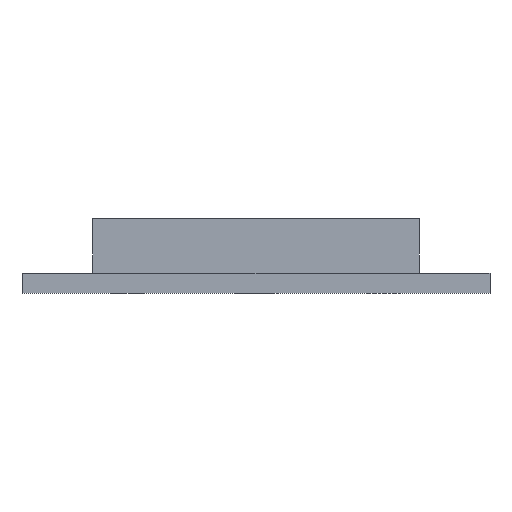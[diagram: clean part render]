
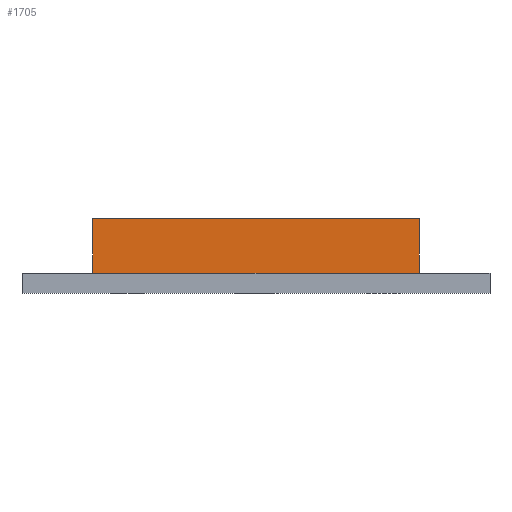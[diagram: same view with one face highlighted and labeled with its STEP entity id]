
A CAD part, front view. The second image highlights one B-rep face of the part: STEP entity #1705.
In plain terms, the highlighted planar face has unit normal (0, -1, 0).
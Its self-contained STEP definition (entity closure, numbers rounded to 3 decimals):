
#159 = PLANE('',#160);
#160 = AXIS2_PLACEMENT_3D('',#161,#162,#163);
#161 = CARTESIAN_POINT('',(21.5,-60.,0.));
#162 = DIRECTION('',(0.,-1.,0.));
#163 = DIRECTION('',(-1.,0.,0.));
#583 = VERTEX_POINT('',#584);
#584 = CARTESIAN_POINT('',(15.,-60.,1.85));
#621 = PLANE('',#622);
#622 = AXIS2_PLACEMENT_3D('',#623,#624,#625);
#623 = CARTESIAN_POINT('',(15.,-60.,1.85));
#624 = DIRECTION('',(-1.,0.,0.));
#625 = DIRECTION('',(0.,1.,0.));
#662 = VERTEX_POINT('',#663);
#663 = CARTESIAN_POINT('',(-15.,-60.,1.85));
#677 = PLANE('',#678);
#678 = AXIS2_PLACEMENT_3D('',#679,#680,#681);
#679 = CARTESIAN_POINT('',(-15.,-56.,1.85));
#680 = DIRECTION('',(1.,0.,0.));
#681 = DIRECTION('',(0.,-1.,0.));
#975 = EDGE_CURVE('',#662,#583,#976,.T.);
#976 = SURFACE_CURVE('',#977,(#981,#988),.PCURVE_S1.);
#977 = LINE('',#978,#979);
#978 = CARTESIAN_POINT('',(-15.,-60.,1.85));
#979 = VECTOR('',#980,1.);
#980 = DIRECTION('',(1.,0.,0.));
#981 = PCURVE('',#159,#982);
#982 = DEFINITIONAL_REPRESENTATION('',(#983),#987);
#983 = LINE('',#984,#985);
#984 = CARTESIAN_POINT('',(36.5,-1.85));
#985 = VECTOR('',#986,1.);
#986 = DIRECTION('',(-1.,-0.));
#987 = ( GEOMETRIC_REPRESENTATION_CONTEXT(2) 
PARAMETRIC_REPRESENTATION_CONTEXT() REPRESENTATION_CONTEXT('2D SPACE',''
  ) );
#988 = PCURVE('',#989,#994);
#989 = PLANE('',#990);
#990 = AXIS2_PLACEMENT_3D('',#991,#992,#993);
#991 = CARTESIAN_POINT('',(-15.,-60.,1.85));
#992 = DIRECTION('',(0.,1.,0.));
#993 = DIRECTION('',(1.,0.,0.));
#994 = DEFINITIONAL_REPRESENTATION('',(#995),#999);
#995 = LINE('',#996,#997);
#996 = CARTESIAN_POINT('',(0.,0.));
#997 = VECTOR('',#998,1.);
#998 = DIRECTION('',(1.,0.));
#999 = ( GEOMETRIC_REPRESENTATION_CONTEXT(2) 
PARAMETRIC_REPRESENTATION_CONTEXT() REPRESENTATION_CONTEXT('2D SPACE',''
  ) );
#1359 = VERTEX_POINT('',#1360);
#1360 = CARTESIAN_POINT('',(-15.,-60.,6.85));
#1374 = PLANE('',#1375);
#1375 = AXIS2_PLACEMENT_3D('',#1376,#1377,#1378);
#1376 = CARTESIAN_POINT('',(0.,-58.,6.85));
#1377 = DIRECTION('',(0.,0.,1.));
#1378 = DIRECTION('',(1.,0.,0.));
#1386 = EDGE_CURVE('',#662,#1359,#1387,.T.);
#1387 = SURFACE_CURVE('',#1388,(#1392,#1399),.PCURVE_S1.);
#1388 = LINE('',#1389,#1390);
#1389 = CARTESIAN_POINT('',(-15.,-60.,1.85));
#1390 = VECTOR('',#1391,1.);
#1391 = DIRECTION('',(0.,0.,1.));
#1392 = PCURVE('',#677,#1393);
#1393 = DEFINITIONAL_REPRESENTATION('',(#1394),#1398);
#1394 = LINE('',#1395,#1396);
#1395 = CARTESIAN_POINT('',(4.,0.));
#1396 = VECTOR('',#1397,1.);
#1397 = DIRECTION('',(0.,-1.));
#1398 = ( GEOMETRIC_REPRESENTATION_CONTEXT(2) 
PARAMETRIC_REPRESENTATION_CONTEXT() REPRESENTATION_CONTEXT('2D SPACE',''
  ) );
#1399 = PCURVE('',#989,#1400);
#1400 = DEFINITIONAL_REPRESENTATION('',(#1401),#1405);
#1401 = LINE('',#1402,#1403);
#1402 = CARTESIAN_POINT('',(0.,0.));
#1403 = VECTOR('',#1404,1.);
#1404 = DIRECTION('',(0.,-1.));
#1405 = ( GEOMETRIC_REPRESENTATION_CONTEXT(2) 
PARAMETRIC_REPRESENTATION_CONTEXT() REPRESENTATION_CONTEXT('2D SPACE',''
  ) );
#1460 = EDGE_CURVE('',#583,#1461,#1463,.T.);
#1461 = VERTEX_POINT('',#1462);
#1462 = CARTESIAN_POINT('',(15.,-60.,6.85));
#1463 = SURFACE_CURVE('',#1464,(#1468,#1475),.PCURVE_S1.);
#1464 = LINE('',#1465,#1466);
#1465 = CARTESIAN_POINT('',(15.,-60.,1.85));
#1466 = VECTOR('',#1467,1.);
#1467 = DIRECTION('',(0.,0.,1.));
#1468 = PCURVE('',#621,#1469);
#1469 = DEFINITIONAL_REPRESENTATION('',(#1470),#1474);
#1470 = LINE('',#1471,#1472);
#1471 = CARTESIAN_POINT('',(0.,0.));
#1472 = VECTOR('',#1473,1.);
#1473 = DIRECTION('',(0.,-1.));
#1474 = ( GEOMETRIC_REPRESENTATION_CONTEXT(2) 
PARAMETRIC_REPRESENTATION_CONTEXT() REPRESENTATION_CONTEXT('2D SPACE',''
  ) );
#1475 = PCURVE('',#989,#1476);
#1476 = DEFINITIONAL_REPRESENTATION('',(#1477),#1481);
#1477 = LINE('',#1478,#1479);
#1478 = CARTESIAN_POINT('',(30.,0.));
#1479 = VECTOR('',#1480,1.);
#1480 = DIRECTION('',(0.,-1.));
#1481 = ( GEOMETRIC_REPRESENTATION_CONTEXT(2) 
PARAMETRIC_REPRESENTATION_CONTEXT() REPRESENTATION_CONTEXT('2D SPACE',''
  ) );
#1705 = ADVANCED_FACE('',(#1706),#989,.F.);
#1706 = FACE_BOUND('',#1707,.F.);
#1707 = EDGE_LOOP('',(#1708,#1709,#1730,#1731));
#1708 = ORIENTED_EDGE('',*,*,#1386,.T.);
#1709 = ORIENTED_EDGE('',*,*,#1710,.T.);
#1710 = EDGE_CURVE('',#1359,#1461,#1711,.T.);
#1711 = SURFACE_CURVE('',#1712,(#1716,#1723),.PCURVE_S1.);
#1712 = LINE('',#1713,#1714);
#1713 = CARTESIAN_POINT('',(-15.,-60.,6.85));
#1714 = VECTOR('',#1715,1.);
#1715 = DIRECTION('',(1.,0.,0.));
#1716 = PCURVE('',#989,#1717);
#1717 = DEFINITIONAL_REPRESENTATION('',(#1718),#1722);
#1718 = LINE('',#1719,#1720);
#1719 = CARTESIAN_POINT('',(0.,-5.));
#1720 = VECTOR('',#1721,1.);
#1721 = DIRECTION('',(1.,0.));
#1722 = ( GEOMETRIC_REPRESENTATION_CONTEXT(2) 
PARAMETRIC_REPRESENTATION_CONTEXT() REPRESENTATION_CONTEXT('2D SPACE',''
  ) );
#1723 = PCURVE('',#1374,#1724);
#1724 = DEFINITIONAL_REPRESENTATION('',(#1725),#1729);
#1725 = LINE('',#1726,#1727);
#1726 = CARTESIAN_POINT('',(-15.,-2.));
#1727 = VECTOR('',#1728,1.);
#1728 = DIRECTION('',(1.,0.));
#1729 = ( GEOMETRIC_REPRESENTATION_CONTEXT(2) 
PARAMETRIC_REPRESENTATION_CONTEXT() REPRESENTATION_CONTEXT('2D SPACE',''
  ) );
#1730 = ORIENTED_EDGE('',*,*,#1460,.F.);
#1731 = ORIENTED_EDGE('',*,*,#975,.F.);
